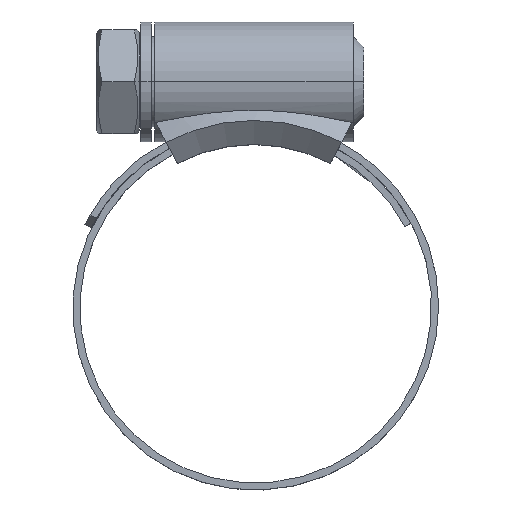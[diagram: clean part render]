
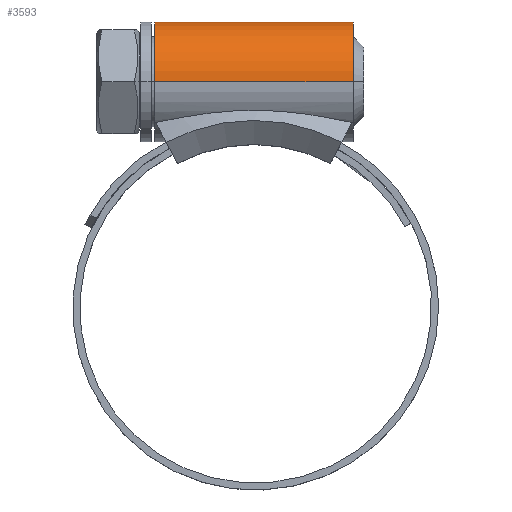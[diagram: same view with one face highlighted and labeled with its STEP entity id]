
A CAD part, top view. The second image highlights one B-rep face of the part: STEP entity #3593.
In plain terms, the highlighted cylindrical face has radius 8.5 mm (diameter 17 mm), a partial arc.
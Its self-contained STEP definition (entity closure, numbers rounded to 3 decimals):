
#15 = DIRECTION ( 'NONE',  ( 1., 0., 0. ) ) ;
#158 = CYLINDRICAL_SURFACE ( 'NONE', #2052, 8.5 ) ;
#181 = ORIENTED_EDGE ( 'NONE', *, *, #4478, .T. ) ;
#183 = AXIS2_PLACEMENT_3D ( 'NONE', #3350, #1629, #939 ) ;
#325 = CARTESIAN_POINT ( 'NONE',  ( 14.084, 32., -8.5 ) ) ;
#444 = VERTEX_POINT ( 'NONE', #325 ) ;
#451 = DIRECTION ( 'NONE',  ( -1., 0., 0. ) ) ;
#866 = CARTESIAN_POINT ( 'NONE',  ( -38.126, 32., -8.5 ) ) ;
#874 = EDGE_LOOP ( 'NONE', ( #3322, #181, #912, #2531 ) ) ;
#912 = ORIENTED_EDGE ( 'NONE', *, *, #2093, .F. ) ;
#939 = DIRECTION ( 'NONE',  ( 0., 0., -1. ) ) ;
#1107 = EDGE_CURVE ( 'NONE', #2246, #444, #3986, .T. ) ;
#1232 = CARTESIAN_POINT ( 'NONE',  ( -14.084, 32., -8.5 ) ) ;
#1304 = DIRECTION ( 'NONE',  ( 1., 0., 0. ) ) ;
#1560 = CIRCLE ( 'NONE', #3595, 8.5 ) ;
#1562 = CARTESIAN_POINT ( 'NONE',  ( -14.084, 32., 0. ) ) ;
#1627 = FACE_OUTER_BOUND ( 'NONE', #874, .T. ) ;
#1629 = DIRECTION ( 'NONE',  ( 1., 0., 0. ) ) ;
#1646 = CIRCLE ( 'NONE', #183, 8.5 ) ;
#2052 = AXIS2_PLACEMENT_3D ( 'NONE', #3472, #1304, #4529 ) ;
#2093 = EDGE_CURVE ( 'NONE', #444, #2961, #1646, .T. ) ;
#2246 = VERTEX_POINT ( 'NONE', #1232 ) ;
#2531 = ORIENTED_EDGE ( 'NONE', *, *, #1107, .F. ) ;
#2640 = VERTEX_POINT ( 'NONE', #3566 ) ;
#2738 = CARTESIAN_POINT ( 'NONE',  ( -38.126, 32., 8.5 ) ) ;
#2803 = DIRECTION ( 'NONE',  ( 1., 0., 0. ) ) ;
#2922 = VECTOR ( 'NONE', #2803, 1000. ) ;
#2961 = VERTEX_POINT ( 'NONE', #3444 ) ;
#3279 = VECTOR ( 'NONE', #15, 1000. ) ;
#3322 = ORIENTED_EDGE ( 'NONE', *, *, #3530, .F. ) ;
#3350 = CARTESIAN_POINT ( 'NONE',  ( 14.084, 32., 0. ) ) ;
#3444 = CARTESIAN_POINT ( 'NONE',  ( 14.084, 32., 8.5 ) ) ;
#3472 = CARTESIAN_POINT ( 'NONE',  ( -38.126, 32., 0. ) ) ;
#3530 = EDGE_CURVE ( 'NONE', #2640, #2246, #1560, .T. ) ;
#3566 = CARTESIAN_POINT ( 'NONE',  ( -14.084, 32., 8.5 ) ) ;
#3593 = ADVANCED_FACE ( 'NONE', ( #1627 ), #158, .T. ) ;
#3595 = AXIS2_PLACEMENT_3D ( 'NONE', #1562, #451, #4034 ) ;
#3986 = LINE ( 'NONE', #866, #3279 ) ;
#4034 = DIRECTION ( 'NONE',  ( 0., 0., -1. ) ) ;
#4478 = EDGE_CURVE ( 'NONE', #2640, #2961, #4579, .T. ) ;
#4529 = DIRECTION ( 'NONE',  ( 0., 0., -1. ) ) ;
#4579 = LINE ( 'NONE', #2738, #2922 ) ;
